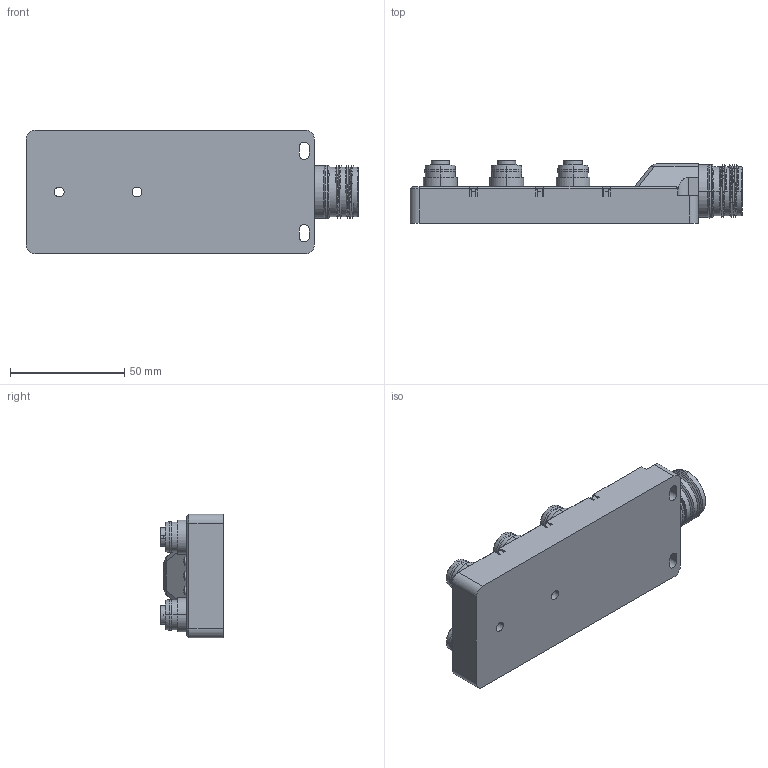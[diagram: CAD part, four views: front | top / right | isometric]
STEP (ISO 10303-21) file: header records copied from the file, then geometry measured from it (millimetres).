
FILE_DESCRIPTION(/* description */ (''),/* implementation_level */ '2;1');
FILE_NAME(/* name */ 'jb6m12-4.step',/* time_stamp */ '2019-04-26T09:04:12+08:00',/* author */ (''),/* organization */ (''),/* preprocessor_version */ 'ST-DEVELOPER v15',/* originating_system */ 'SIEMENS PLM Software NX 9.0',/* authorisation */ '');
FILE_SCHEMA (('AUTOMOTIVE_DESIGN { 1 0 10303 214 3 1 1 1 }'));
Length unit declared in the file: millimetre
Products named in the file (1): jb6m12-4_step
Bounding box: 145 x 27.3 x 54 mm (x, y, z)
Volume: 118775.3 mm3; surface area: 37973.3 mm2
Topology: 1 solids, 1 shells, 1647 faces, 4423 edges, 2910 vertices
Faces by surface type: plane 1075, cylinder 493, sphere 37, cone 32, torus 6, bspline 4
Full cylindrical faces by diameter (mm): 16 x1
Entity records: 51900 total; most frequent: CARTESIAN_POINT 9790, DIRECTION 8760, ORIENTED_EDGE 8718, EDGE_CURVE 4359, LINE 3188, VECTOR 3188, VERTEX_POINT 2884, AXIS2_PLACEMENT_3D 2786
